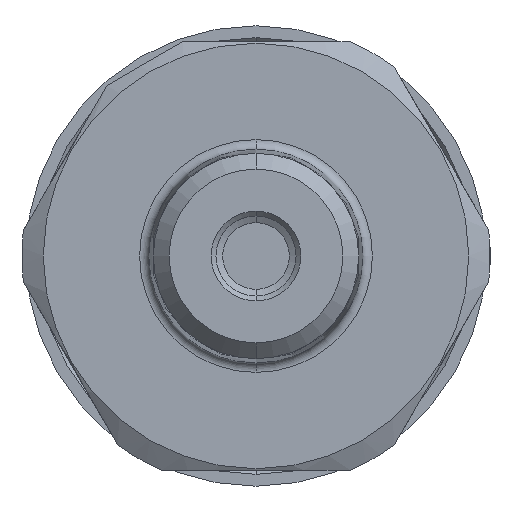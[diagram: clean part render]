
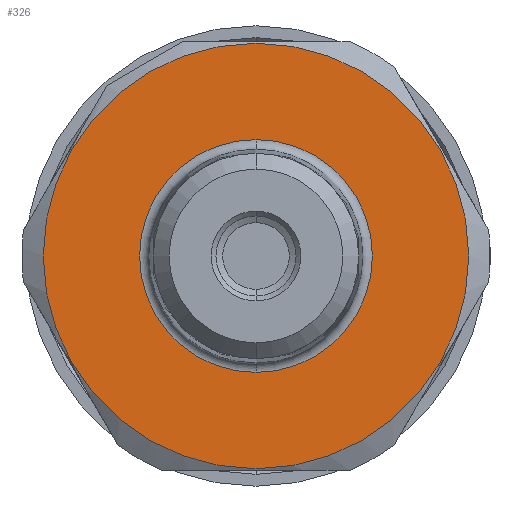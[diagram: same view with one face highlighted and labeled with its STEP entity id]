
A CAD part, front view. The second image highlights one B-rep face of the part: STEP entity #326.
In plain terms, the highlighted face is planar.
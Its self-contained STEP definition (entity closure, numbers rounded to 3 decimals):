
#77 = CARTESIAN_POINT ( 'NONE',  ( 33.5, 0., 7.333 ) ) ;
#159 = CARTESIAN_POINT ( 'NONE',  ( 33.5, 0., -13.4 ) ) ;
#239 = DIRECTION ( 'NONE',  ( 0., 0., 1. ) ) ;
#249 = DIRECTION ( 'NONE',  ( -1., 0., 0. ) ) ;
#258 = CARTESIAN_POINT ( 'NONE',  ( 33.5, 0., 0. ) ) ;
#283 = CARTESIAN_POINT ( 'NONE',  ( 33.5, 0., -7.333 ) ) ;
#326 = ADVANCED_FACE ( 'NONE', ( #3045, #4741 ), #3965, .T. ) ;
#399 = ORIENTED_EDGE ( 'NONE', *, *, #1410, .F. ) ;
#410 = DIRECTION ( 'NONE',  ( 0., 0., 1. ) ) ;
#411 = DIRECTION ( 'NONE',  ( -1., 0., 0. ) ) ;
#420 = CARTESIAN_POINT ( 'NONE',  ( 33.5, 0., 0. ) ) ;
#632 = CARTESIAN_POINT ( 'NONE',  ( 33.5, 0., 13.4 ) ) ;
#635 = EDGE_LOOP ( 'NONE', ( #3625, #399 ) ) ;
#813 = DIRECTION ( 'NONE',  ( -1., 0., 0. ) ) ;
#818 = DIRECTION ( 'NONE',  ( 0., 0., 1. ) ) ;
#833 = CARTESIAN_POINT ( 'NONE',  ( 33.5, 0., 0. ) ) ;
#889 = CIRCLE ( 'NONE', #3172, 13.4 ) ;
#1208 = AXIS2_PLACEMENT_3D ( 'NONE', #3973, #3989, #3945 ) ;
#1238 = EDGE_CURVE ( 'NONE', #2100, #2015, #4555, .T. ) ;
#1285 = EDGE_CURVE ( 'NONE', #2172, #1308, #3982, .T. ) ;
#1308 = VERTEX_POINT ( 'NONE', #159 ) ;
#1410 = EDGE_CURVE ( 'NONE', #1308, #2172, #889, .T. ) ;
#1889 = EDGE_CURVE ( 'NONE', #2015, #2100, #4468, .T. ) ;
#2015 = VERTEX_POINT ( 'NONE', #77 ) ;
#2100 = VERTEX_POINT ( 'NONE', #283 ) ;
#2172 = VERTEX_POINT ( 'NONE', #632 ) ;
#2723 = AXIS2_PLACEMENT_3D ( 'NONE', #833, #813, #818 ) ;
#3045 = FACE_BOUND ( 'NONE', #3680, .T. ) ;
#3131 = DIRECTION ( 'NONE',  ( 0., 0., 1. ) ) ;
#3132 = DIRECTION ( 'NONE',  ( -1., 0., 0. ) ) ;
#3137 = CARTESIAN_POINT ( 'NONE',  ( 33.5, 0., 0. ) ) ;
#3172 = AXIS2_PLACEMENT_3D ( 'NONE', #3137, #3132, #3131 ) ;
#3476 = AXIS2_PLACEMENT_3D ( 'NONE', #258, #249, #239 ) ;
#3540 = AXIS2_PLACEMENT_3D ( 'NONE', #420, #411, #410 ) ;
#3625 = ORIENTED_EDGE ( 'NONE', *, *, #1285, .F. ) ;
#3680 = EDGE_LOOP ( 'NONE', ( #4807, #4459 ) ) ;
#3945 = DIRECTION ( 'NONE',  ( 0., 0., -1. ) ) ;
#3965 = PLANE ( 'NONE',  #1208 ) ;
#3973 = CARTESIAN_POINT ( 'NONE',  ( 33.5, 0., 0. ) ) ;
#3982 = CIRCLE ( 'NONE', #3476, 13.4 ) ;
#3989 = DIRECTION ( 'NONE',  ( 1., 0., 0. ) ) ;
#4459 = ORIENTED_EDGE ( 'NONE', *, *, #1238, .T. ) ;
#4468 = CIRCLE ( 'NONE', #2723, 7.333 ) ;
#4555 = CIRCLE ( 'NONE', #3540, 7.333 ) ;
#4741 = FACE_OUTER_BOUND ( 'NONE', #635, .T. ) ;
#4807 = ORIENTED_EDGE ( 'NONE', *, *, #1889, .T. ) ;
